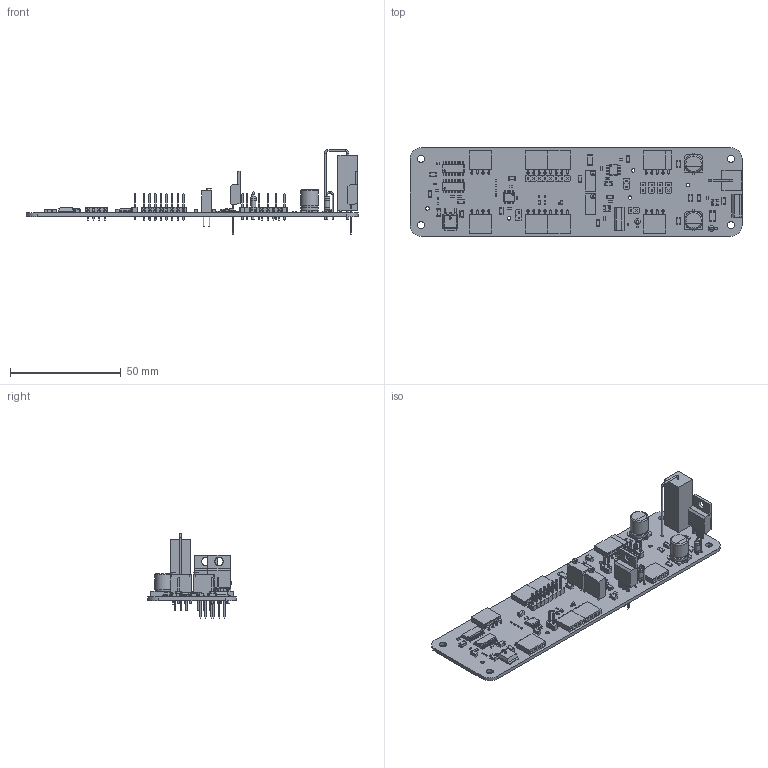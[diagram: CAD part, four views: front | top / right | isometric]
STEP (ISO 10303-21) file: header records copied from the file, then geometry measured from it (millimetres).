
FILE_DESCRIPTION(('KiCad electronic assembly'),'2;1');
FILE_NAME('hvawg.step','2024-07-01T15:49:24',( 'Pcbnew'),('Kicad'),'Open CASCADE STEP processor 7.6', 'KiCad to STEP converter','Unknown');
FILE_SCHEMA(('AUTOMOTIVE_DESIGN { 1 0 10303 214 1 1 1 1 }'));
Length unit declared in the file: millimetre
Products named in the file (40): hvawg 1; SOIC-16_3.9x9.9mm_P1.27mm; SOIC_16_39x99mm_P127mm; C_1206_3216Metric; R_Axial_Power_L25.0mm_W9.0mm_P10.16mm_Vertical; R_Axial_Power_L250mm_W90mm_P1016mm_Vertical; SOT-23-5; SOT_23_5; R_2010_5025Metric; R_0402_1005Metric; LED_0603_1608Metric; PinSocket_1x04_P2.54mm_Horizontal; PinSocket_1x04_P254mm_Horizontal; Potentiometer_Bourns_3296Y_Vertical; C_0603_1608Metric; TO-252-2; CQ assembly; PinHeader_1x08_P2.54mm_Vertical; PinHeader_1x08_P254mm_Vertical; R_Axial_DIN0207_L6.3mm_D2.5mm_P2.54mm_Vertical; R_Axial_DIN0207_L63mm_D25mm_P254mm_Vertical; PinHeader_1x02_P2.54mm_Vertical; PinHeader_1x02_P254mm_Vertical; R_1206_3216Metric; TO-220-3_Vertical; SOIC-8_3.9x4.9mm_P1.27mm; SOIC_8_39x49mm_P127mm; CP_Elec_8x10.5; CP_Elec_8x105; PinSocket_1x01_P2.54mm_Horizontal; PinSocket_1x01_P254mm_Horizontal; hvawg_PCB
Assembly tree (99 placements, depth 3):
  hvawg 1
    SOIC-16_3.9x9.9mm_P1.27mm  x2
      SOIC_16_39x99mm_P127mm
    C_1206_3216Metric  x13
      C_1206_3216Metric
    R_Axial_Power_L25.0mm_W9.0mm_P10.16mm_Vertical
      R_Axial_Power_L250mm_W90mm_P1016mm_Vertical
    SOT-23-5  x2
      SOT_23_5
    R_2010_5025Metric  x2
      R_2010_5025Metric
    R_0402_1005Metric  x12
      R_0402_1005Metric
    LED_0603_1608Metric  x3
      LED_0603_1608Metric
    PinSocket_1x04_P2.54mm_Horizontal  x8
      PinSocket_1x04_P254mm_Horizontal
    Potentiometer_Bourns_3296Y_Vertical  x2
      Potentiometer_Bourns_3296Y_Vertical
    C_0603_1608Metric  x12
      C_0603_1608Metric
    TO-252-2
      CQ assembly
    PinHeader_1x08_P2.54mm_Vertical
      PinHeader_1x08_P254mm_Vertical
    R_Axial_DIN0207_L6.3mm_D2.5mm_P2.54mm_Vertical  x2
      R_Axial_DIN0207_L63mm_D25mm_P254mm_Vertical
    PinHeader_1x02_P2.54mm_Vertical  x7
      PinHeader_1x02_P254mm_Vertical
    R_1206_3216Metric  x4
      R_1206_3216Metric
    TO-220-3_Vertical  x2
      TO-220-3_Vertical
    SOIC-8_3.9x4.9mm_P1.27mm  x2
      SOIC_8_39x49mm_P127mm
    CP_Elec_8x10.5  x2
      CP_Elec_8x105
    PinSocket_1x01_P2.54mm_Horizontal
      PinSocket_1x01_P254mm_Horizontal
    hvawg_PCB
Bounding box: 150 x 40 x 38.35 mm (x, y, z)
Volume: 16971 mm3; surface area: 22764.9 mm2
Topology: 84 solids, 84 shells, 4670 faces, 12023 edges, 7742 vertices
Faces by surface type: plane 3527, cylinder 917, bspline 206, torus 18, revolution 2
Full cylindrical faces by diameter (mm): 0.51 x6, 0.6 x12, 0.8 x14, 1 x56, 1.1 x6, 1.2 x2, 1.6 x5, 2.19 x2, 2.25 x2, 2.5 x4, 3.2 x4, 3.735 x2, 8 x4
Entity records: 55485 total; most frequent: CARTESIAN_POINT 8468, ORIENTED_EDGE 7696, DIRECTION 7375, EDGE_CURVE 3848, LINE 3098, VECTOR 3098, VERTEX_POINT 2455, AXIS2_PLACEMENT_3D 2138
